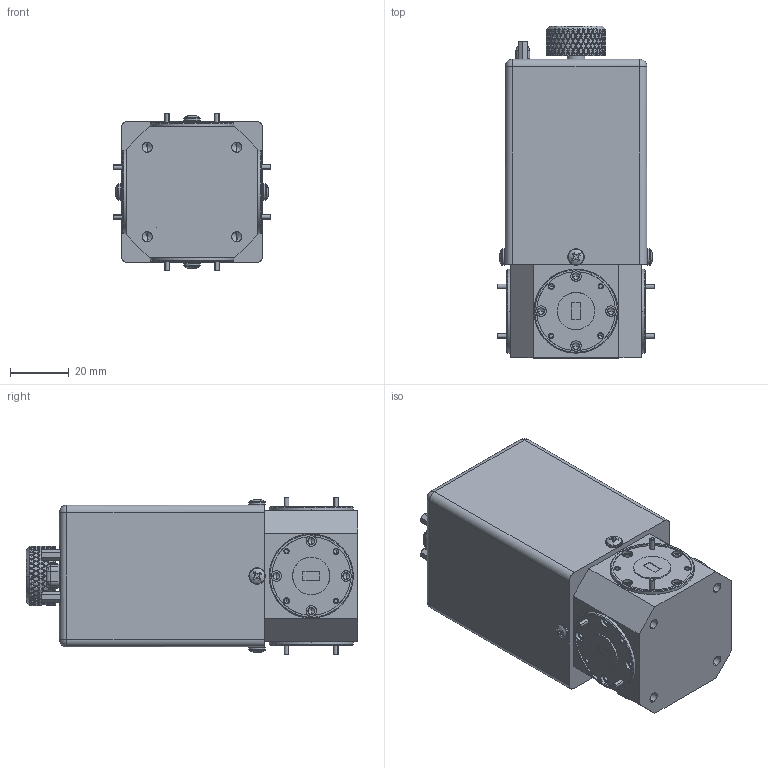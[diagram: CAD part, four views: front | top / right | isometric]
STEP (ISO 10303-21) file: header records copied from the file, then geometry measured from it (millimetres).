
FILE_DESCRIPTION (( 'STEP AP214' ), '1' );
FILE_NAME ('WJ-LMQ-A.STEP', '2025-10-14T23:32:32', ( '' ), ( '' ), 'SwSTEP 2.0', 'SolidWorks 2021', '' );
FILE_SCHEMA (( 'AUTOMOTIVE_DESIGN' ));
Length unit declared in the file: inch
Products named in the file (1): WJ-LMQ-A
Bounding box: 53.72 x 112.92 x 53.72 mm (x, y, z)
Volume: 226714.9 mm3; surface area: 29441.4 mm2
Topology: 90 solids, 90 shells, 2912 faces, 6841 edges, 4114 vertices
Faces by surface type: plane 1105, bspline 878, cylinder 644, cone 243, torus 30, sphere 12
Entity records: 169319 total; most frequent: CARTESIAN_POINT 120937, ORIENTED_EDGE 13486, EDGE_CURVE 6743, B_SPLINE_CURVE_WITH_KNOTS 5539, VERTEX_POINT 4114, DIRECTION 4070, EDGE_LOOP 3035, ADVANCED_FACE 2912
